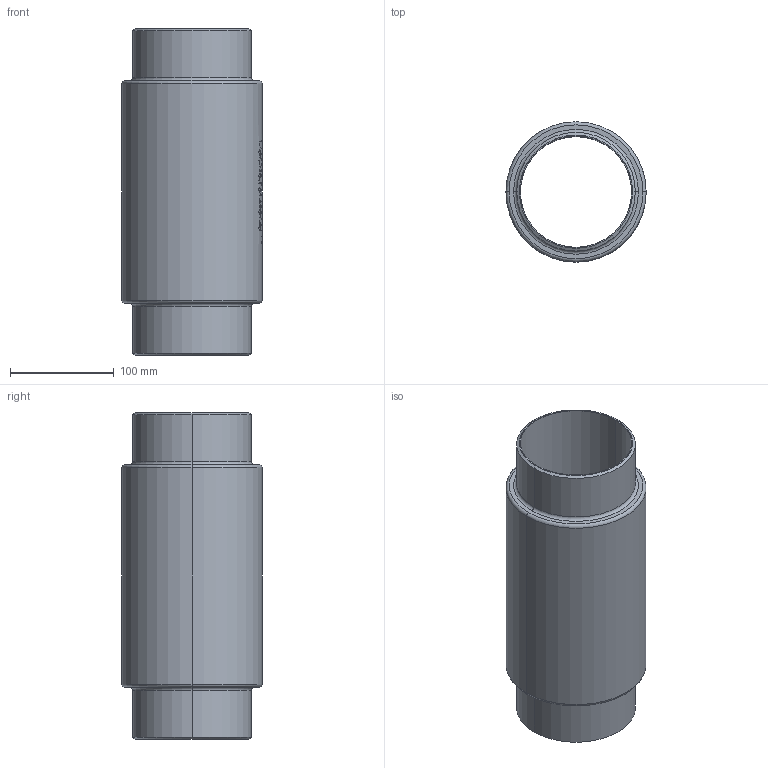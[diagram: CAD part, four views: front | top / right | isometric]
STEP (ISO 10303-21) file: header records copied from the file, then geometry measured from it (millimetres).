
FILE_DESCRIPTION (( 'STEP AP214' ), '1' );
FILE_NAME ('7110000_DN100_ PN16_51420140.STEP', '2022-03-08T06:33:57', ( 'axxx' ), ( 'Hewlett-Packard Company' ), 'SwSTEP 2.0', 'SolidWorks 2019', '' );
FILE_SCHEMA (( 'AUTOMOTIVE_DESIGN' ));
Length unit declared in the file: millimetre
Products named in the file (1): 7110000_DN100_ PN16_51420140
Bounding box: 134.9 x 134.9 x 314 mm (x, y, z)
Volume: 1252456.1 mm3; surface area: 244996.9 mm2
Topology: 1 solids, 1 shells, 486 faces, 1245 edges, 826 vertices
Faces by surface type: plane 248, bspline 197, cylinder 29, torus 8, cone 4
Entity records: 26969 total; most frequent: CARTESIAN_POINT 16501, ORIENTED_EDGE 2490, DIRECTION 1491, EDGE_CURVE 1245, VERTEX_POINT 826, LINE 705, VECTOR 705, EDGE_LOOP 553
